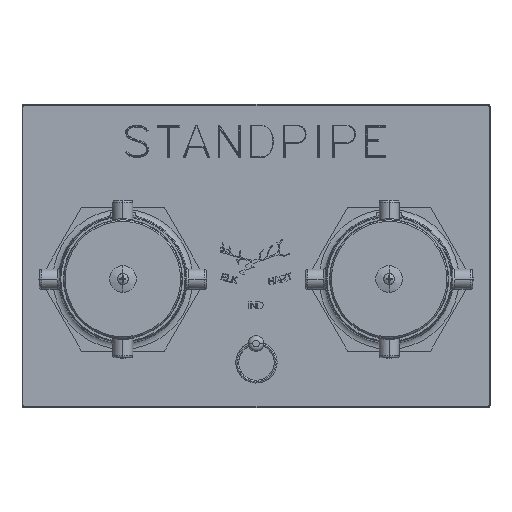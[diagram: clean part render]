
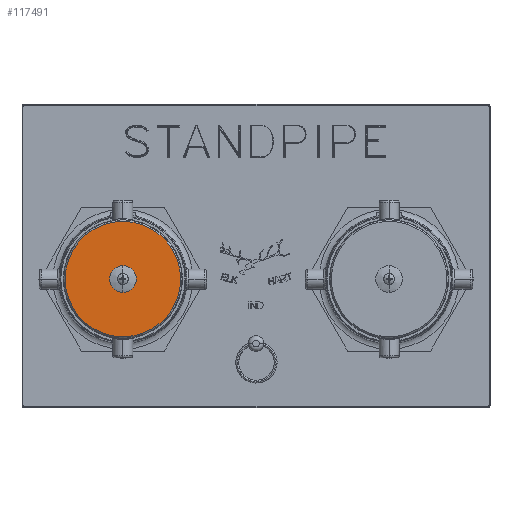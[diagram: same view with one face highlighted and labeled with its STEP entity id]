
A CAD part, top view. The second image highlights one B-rep face of the part: STEP entity #117491.
In plain terms, the highlighted planar face has unit normal (0, 0, 1).
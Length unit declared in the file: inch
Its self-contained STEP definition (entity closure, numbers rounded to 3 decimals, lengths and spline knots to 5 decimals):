
#1218 = EDGE_LOOP ( 'NONE', ( #80596, #110227 ) ) ;
#6519 = DIRECTION ( 'NONE',  ( 1., 0., 0. ) ) ;
#6893 = DIRECTION ( 'NONE',  ( 0., 0., 1. ) ) ;
#8079 = DIRECTION ( 'NONE',  ( -1., 0., 0. ) ) ;
#8302 = CARTESIAN_POINT ( 'NONE',  ( -3.75, 1.875, 10.3761 ) ) ;
#8898 = PLANE ( 'NONE',  #78233 ) ;
#10857 = DIRECTION ( 'NONE',  ( 0., 0., -1. ) ) ;
#21488 = EDGE_CURVE ( 'Defeatured_0_49+Defeatured_0_48+Defeatured_0_48+Defeatured_0_48', #79160, #93788, #114229, .T. ) ;
#22817 = CIRCLE ( 'NONE', #74921, 0.375 ) ;
#23441 = EDGE_LOOP ( 'NONE', ( #112601, #50922 ) ) ;
#26171 = DIRECTION ( 'NONE',  ( 0., 0., -1. ) ) ;
#35497 = EDGE_CURVE ( 'Defeatured_0_54+Defeatured_0_48+Defeatured_0_48+Defeatured_0_48', #37311, #115857, #79669, .T. ) ;
#37311 = VERTEX_POINT ( 'NONE', #83937 ) ;
#37438 = CARTESIAN_POINT ( 'NONE',  ( -3.75, 0., 10.3761 ) ) ;
#50096 = EDGE_CURVE ( 'Defeatured_0_54+Defeatured_0_48+Defeatured_0_48+Defeatured_0_48', #115857, #37311, #103030, .T. ) ;
#50912 = AXIS2_PLACEMENT_3D ( 'NONE', #64233, #26171, #8079 ) ;
#50922 = ORIENTED_EDGE ( 'NONE', *, *, #81448, .F. ) ;
#52446 = AXIS2_PLACEMENT_3D ( 'NONE', #119255, #6893, #64225 ) ;
#54221 = FACE_BOUND ( 'NONE', #23441, .T. ) ;
#62085 = CARTESIAN_POINT ( 'NONE',  ( -3.75, 0., 10.3761 ) ) ;
#62672 = DIRECTION ( 'NONE',  ( 0., 0., 1. ) ) ;
#64225 = DIRECTION ( 'NONE',  ( 1., 0., 0. ) ) ;
#64233 = CARTESIAN_POINT ( 'NONE',  ( -3.75, 0., 10.3761 ) ) ;
#64470 = DIRECTION ( 'NONE',  ( -1., 0., 0. ) ) ;
#73328 = CARTESIAN_POINT ( 'NONE',  ( -3.375, 0., 10.3761 ) ) ;
#74071 = CARTESIAN_POINT ( 'NONE',  ( -5.376, 0., 10.3761 ) ) ;
#74921 = AXIS2_PLACEMENT_3D ( 'NONE', #62085, #62672, #6519 ) ;
#78233 = AXIS2_PLACEMENT_3D ( 'NONE', #8302, #92264, #64470 ) ;
#79160 = VERTEX_POINT ( 'NONE', #73328 ) ;
#79669 = CIRCLE ( 'NONE', #108616, 1.626 ) ;
#80596 = ORIENTED_EDGE ( 'NONE', *, *, #50096, .F. ) ;
#81448 = EDGE_CURVE ( 'Defeatured_0_49+Defeatured_0_48+Defeatured_0_48+Defeatured_0_48', #93788, #79160, #22817, .T. ) ;
#83937 = CARTESIAN_POINT ( 'NONE',  ( -2.124, 0., 10.3761 ) ) ;
#84568 = DIRECTION ( 'NONE',  ( -1., 0., 0. ) ) ;
#92264 = DIRECTION ( 'NONE',  ( 0., 0., -1. ) ) ;
#93788 = VERTEX_POINT ( 'NONE', #104581 ) ;
#101942 = FACE_OUTER_BOUND ( 'NONE', #1218, .T. ) ;
#103030 = CIRCLE ( 'NONE', #50912, 1.626 ) ;
#104581 = CARTESIAN_POINT ( 'NONE',  ( -4.125, 0., 10.3761 ) ) ;
#108616 = AXIS2_PLACEMENT_3D ( 'NONE', #37438, #10857, #84568 ) ;
#110227 = ORIENTED_EDGE ( 'NONE', *, *, #35497, .F. ) ;
#112601 = ORIENTED_EDGE ( 'NONE', *, *, #21488, .F. ) ;
#114229 = CIRCLE ( 'NONE', #52446, 0.375 ) ;
#115857 = VERTEX_POINT ( 'NONE', #74071 ) ;
#117491 = ADVANCED_FACE ( 'Defeatured_0_48', ( #54221, #101942 ), #8898, .F. ) ;
#119255 = CARTESIAN_POINT ( 'NONE',  ( -3.75, 0., 10.3761 ) ) ;
